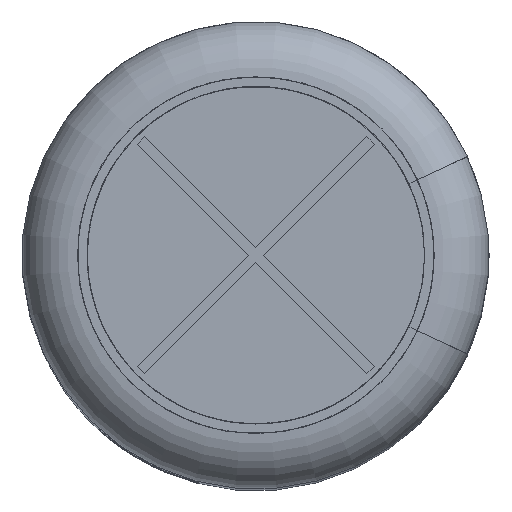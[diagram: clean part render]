
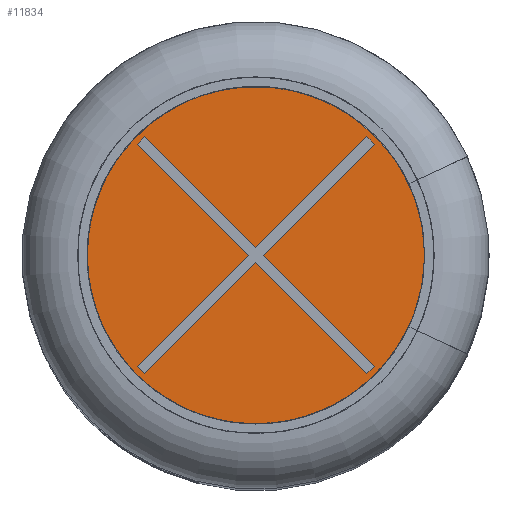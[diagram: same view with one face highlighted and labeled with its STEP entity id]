
A CAD part, top view. The second image highlights one B-rep face of the part: STEP entity #11834.
In plain terms, the highlighted planar face has unit normal (0, 0, 1).
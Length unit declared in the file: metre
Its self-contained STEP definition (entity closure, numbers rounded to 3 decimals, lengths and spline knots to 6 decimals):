
#428=LINE('',#15428,#1096);
#431=LINE('',#15434,#1099);
#433=LINE('',#15438,#1101);
#435=LINE('',#15442,#1103);
#437=LINE('',#15446,#1105);
#439=LINE('',#15450,#1107);
#441=LINE('',#15454,#1109);
#443=LINE('',#15458,#1111);
#445=LINE('',#15462,#1113);
#447=LINE('',#15466,#1115);
#449=LINE('',#15470,#1117);
#451=LINE('',#15474,#1119);
#1096=VECTOR('',#13150,1.);
#1099=VECTOR('',#13155,1.);
#1101=VECTOR('',#13159,1.);
#1103=VECTOR('',#13163,1.);
#1105=VECTOR('',#13167,1.);
#1107=VECTOR('',#13171,1.);
#1109=VECTOR('',#13175,1.);
#1111=VECTOR('',#13179,1.);
#1113=VECTOR('',#13183,1.);
#1115=VECTOR('',#13187,1.);
#1117=VECTOR('',#13191,1.);
#1119=VECTOR('',#13195,1.);
#1961=ORIENTED_EDGE('',*,*,#4352,.T.);
#1962=ORIENTED_EDGE('',*,*,#4375,.T.);
#1963=ORIENTED_EDGE('',*,*,#4373,.T.);
#1964=ORIENTED_EDGE('',*,*,#4371,.T.);
#1965=ORIENTED_EDGE('',*,*,#4369,.T.);
#1966=ORIENTED_EDGE('',*,*,#4367,.T.);
#1967=ORIENTED_EDGE('',*,*,#4365,.T.);
#1968=ORIENTED_EDGE('',*,*,#4363,.T.);
#1969=ORIENTED_EDGE('',*,*,#4361,.T.);
#1970=ORIENTED_EDGE('',*,*,#4359,.T.);
#1971=ORIENTED_EDGE('',*,*,#4357,.T.);
#1972=ORIENTED_EDGE('',*,*,#4355,.T.);
#1973=ORIENTED_EDGE('',*,*,#4391,.F.);
#4352=EDGE_CURVE('',#5597,#5598,#428,.T.);
#4355=EDGE_CURVE('',#5599,#5597,#431,.T.);
#4357=EDGE_CURVE('',#5600,#5599,#433,.T.);
#4359=EDGE_CURVE('',#5601,#5600,#435,.T.);
#4361=EDGE_CURVE('',#5602,#5601,#437,.T.);
#4363=EDGE_CURVE('',#5603,#5602,#439,.T.);
#4365=EDGE_CURVE('',#5604,#5603,#441,.T.);
#4367=EDGE_CURVE('',#5605,#5604,#443,.T.);
#4369=EDGE_CURVE('',#5606,#5605,#445,.T.);
#4371=EDGE_CURVE('',#5607,#5606,#447,.T.);
#4373=EDGE_CURVE('',#5608,#5607,#449,.T.);
#4375=EDGE_CURVE('',#5598,#5608,#451,.T.);
#4391=EDGE_CURVE('',#5622,#5622,#6447,.T.);
#5597=VERTEX_POINT('',#15429);
#5598=VERTEX_POINT('',#15430);
#5599=VERTEX_POINT('',#15435);
#5600=VERTEX_POINT('',#15439);
#5601=VERTEX_POINT('',#15443);
#5602=VERTEX_POINT('',#15447);
#5603=VERTEX_POINT('',#15451);
#5604=VERTEX_POINT('',#15455);
#5605=VERTEX_POINT('',#15459);
#5606=VERTEX_POINT('',#15463);
#5607=VERTEX_POINT('',#15467);
#5608=VERTEX_POINT('',#15471);
#5622=VERTEX_POINT('',#15519);
#6447=CIRCLE('',#12362,0.003054);
#6781=EDGE_LOOP('',(#1961,#1962,#1963,#1964,#1965,#1966,#1967,#1968,#1969,
#1970,#1971,#1972));
#6782=EDGE_LOOP('',(#1973));
#7391=FACE_BOUND('',#6781,.T.);
#7392=FACE_BOUND('',#6782,.T.);
#7962=PLANE('',#12378);
#11834=ADVANCED_FACE('',(#7391,#7392),#7962,.T.);
#12362=AXIS2_PLACEMENT_3D('',#15518,#13256,#13257);
#12378=AXIS2_PLACEMENT_3D('',#15542,#13288,#13289);
#13150=DIRECTION('',(0.707,0.707,0.));
#13155=DIRECTION('',(-0.707,0.707,0.));
#13159=DIRECTION('',(0.707,0.707,0.));
#13163=DIRECTION('',(-0.707,0.707,0.));
#13167=DIRECTION('',(-0.707,-0.707,0.));
#13171=DIRECTION('',(-0.707,0.707,0.));
#13175=DIRECTION('',(-0.707,-0.707,0.));
#13179=DIRECTION('',(0.707,-0.707,0.));
#13183=DIRECTION('',(-0.707,-0.707,0.));
#13187=DIRECTION('',(0.707,-0.707,0.));
#13191=DIRECTION('',(0.707,0.707,0.));
#13195=DIRECTION('',(0.707,-0.707,0.));
#13256=DIRECTION('',(0.,0.,-1.));
#13257=DIRECTION('',(-1.,0.,0.));
#13288=DIRECTION('',(0.,0.,1.));
#13289=DIRECTION('',(1.,0.,0.));
#15428=CARTESIAN_POINT('',(-0.0019,0.002026,0.01978));
#15429=CARTESIAN_POINT('',(-0.002026,0.0019,0.01978));
#15430=CARTESIAN_POINT('',(-0.0019,0.002026,0.01978));
#15434=CARTESIAN_POINT('',(-0.000126,0.,0.01978));
#15435=CARTESIAN_POINT('',(-0.000126,0.,0.01978));
#15438=CARTESIAN_POINT('',(-0.000126,0.,0.01978));
#15439=CARTESIAN_POINT('',(-0.002026,-0.0019,0.01978));
#15442=CARTESIAN_POINT('',(-0.0019,-0.002026,0.01978));
#15443=CARTESIAN_POINT('',(-0.0019,-0.002026,0.01978));
#15446=CARTESIAN_POINT('',(0.,-0.000126,
0.01978));
#15447=CARTESIAN_POINT('',(0.,-0.000126,
0.01978));
#15450=CARTESIAN_POINT('',(0.,-0.000126,
0.01978));
#15451=CARTESIAN_POINT('',(0.0019,-0.002026,0.01978));
#15454=CARTESIAN_POINT('',(0.002026,-0.0019,0.01978));
#15455=CARTESIAN_POINT('',(0.002026,-0.0019,0.01978));
#15458=CARTESIAN_POINT('',(0.000126,0.,0.01978));
#15459=CARTESIAN_POINT('',(0.000126,0.,0.01978));
#15462=CARTESIAN_POINT('',(0.000126,0.,0.01978));
#15463=CARTESIAN_POINT('',(0.002026,0.0019,0.01978));
#15466=CARTESIAN_POINT('',(0.002026,0.0019,0.01978));
#15467=CARTESIAN_POINT('',(0.0019,0.002026,0.01978));
#15470=CARTESIAN_POINT('',(0.,0.000126,0.01978));
#15471=CARTESIAN_POINT('',(0.,0.000126,0.01978));
#15474=CARTESIAN_POINT('',(0.,0.000126,0.01978));
#15518=CARTESIAN_POINT('',(0.,0.,0.01978));
#15519=CARTESIAN_POINT('',(-0.003054,0.,0.01978));
#15542=CARTESIAN_POINT('',(-0.003054,0.,0.01978));
